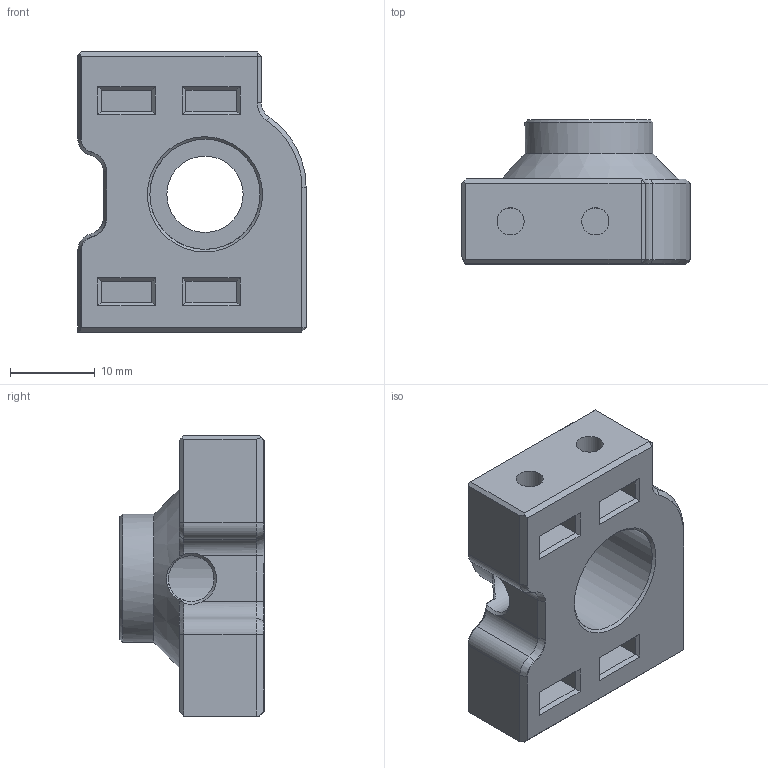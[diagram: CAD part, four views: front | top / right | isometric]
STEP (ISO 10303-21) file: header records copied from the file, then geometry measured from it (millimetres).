
FILE_DESCRIPTION(/* description */ ('STEP AP242','CAx-IF Rec.Pracs.---Representation and Presentation of Product Manufacturing Information (PMI)---4.0---2014-10-13','CAx-IF Rec.Pracs.---3D Tessellated Geometry---0.4---2014-09-14','2;1'),/* implementation_level */ '2;1');
FILE_NAME(/* name */ '6800133b28769a2102d19528',/* time_stamp */ '2025-04-16T20:29:47Z',/* author */ (''),/* organization */ (''),/* preprocessor_version */ 'ST-DEVELOPER v20',/* originating_system */ 'ONSHAPE BY PTC INC, 1.196',/* authorisation */ ' ');
FILE_SCHEMA (('AP242_MANAGED_MODEL_BASED_3D_ENGINEERING_MIM_LF { 1 0 10303 442 1 1 4 }'));
Length unit declared in the file: metre
Products named in the file (1): CenterDiffPlate
Bounding box: 26.94 x 17 x 33.05 mm (x, y, z)
Volume: 6857.7 mm3; surface area: 4181 mm2
Topology: 1 solids, 1 shells, 126 faces, 291 edges, 175 vertices
Faces by surface type: plane 84, cone 21, cylinder 19, bspline 2
Full cylindrical faces by diameter (mm): 3.2 x8, 5.4 x1, 9 x1, 10.1 x1, 13 x1, 15.1 x1
Entity records: 3545 total; most frequent: CARTESIAN_POINT 749, DIRECTION 564, ORIENTED_EDGE 538, EDGE_CURVE 269, LINE 194, VECTOR 194, AXIS2_PLACEMENT_3D 185, VERTEX_POINT 171
